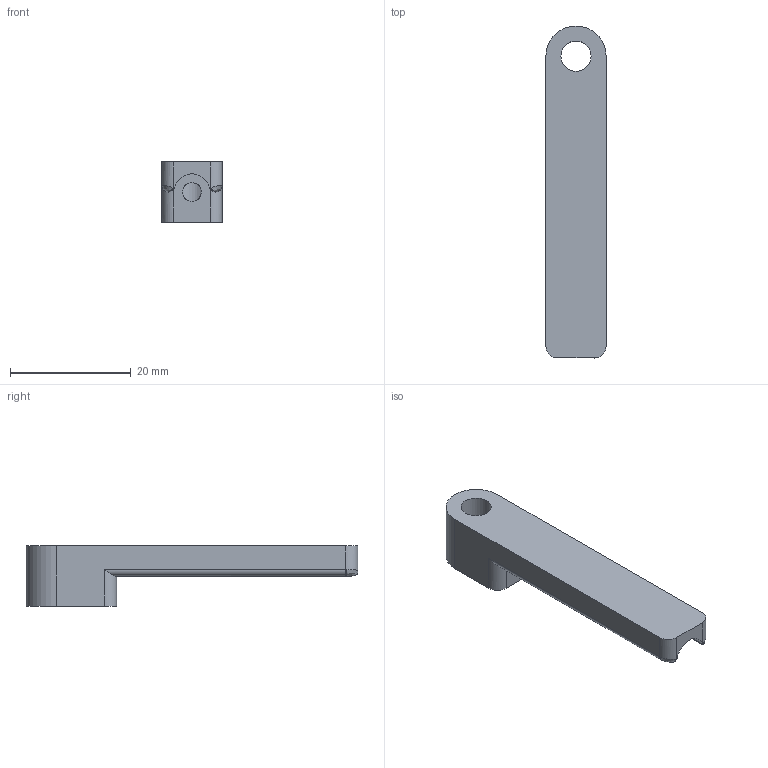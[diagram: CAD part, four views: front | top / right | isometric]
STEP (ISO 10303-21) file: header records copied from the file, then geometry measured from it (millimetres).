
FILE_DESCRIPTION(/* description */ (''),/* implementation_level */ '2;1');
FILE_NAME(/* name */ 'Limit Switch Arm - Internal_v1.step',/* time_stamp */ '2022-05-10T16:51:38+01:00',/* author */ (''),/* organization */ (''),/* preprocessor_version */ 'ST-DEVELOPER v18.1',/* originating_system */ 'Autodesk Translation Framework v10.14.0.1471',/* authorisation */ '');
FILE_SCHEMA (('AUTOMOTIVE_DESIGN { 1 0 10303 214 3 1 1 }'));
Length unit declared in the file: millimetre
Products named in the file (1): Limit Switch Arm - Internal
Bounding box: 10 x 55 x 10 mm (x, y, z)
Volume: 2450.3 mm3; surface area: 2251.7 mm2
Topology: 1 solids, 1 shells, 36 faces, 94 edges, 61 vertices
Faces by surface type: cylinder 16, plane 14, bspline 5, torus 1
Full cylindrical faces by diameter (mm): 3.1 x2, 5 x1
Entity records: 1390 total; most frequent: CARTESIAN_POINT 457, ORIENTED_EDGE 188, DIRECTION 187, EDGE_CURVE 94, AXIS2_PLACEMENT_3D 70, VERTEX_POINT 61, LINE 47, VECTOR 47
